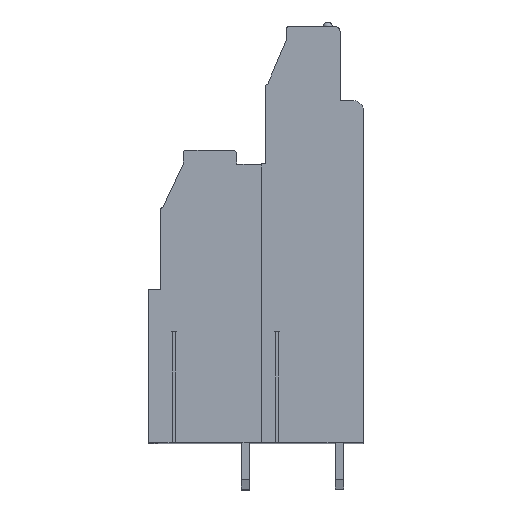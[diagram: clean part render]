
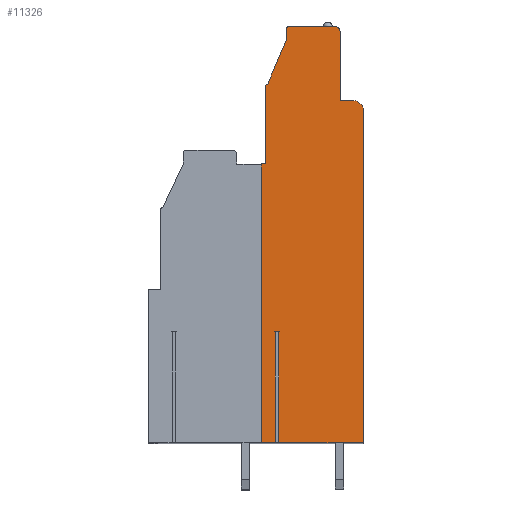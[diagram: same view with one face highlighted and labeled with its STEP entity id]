
A CAD part, top view. The second image highlights one B-rep face of the part: STEP entity #11326.
In plain terms, the highlighted planar face has unit normal (0, 0, 1).
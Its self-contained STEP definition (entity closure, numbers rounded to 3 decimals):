
#13=DIRECTION('',(1.,0.,0.));
#14=VECTOR('',#13,0.38);
#15=CARTESIAN_POINT('',(1.01,-18.05,58.42));
#16=LINE('',#15,#14);
#17=DIRECTION('',(0.,1.,0.));
#18=VECTOR('',#17,11.95);
#19=CARTESIAN_POINT('',(1.01,-30.,58.42));
#20=LINE('',#19,#18);
#21=DIRECTION('',(1.,0.,0.));
#22=VECTOR('',#21,1.51);
#23=CARTESIAN_POINT('',(-0.5,-30.,58.42));
#24=LINE('',#23,#22);
#25=DIRECTION('',(0.,1.,0.));
#26=VECTOR('',#25,30.);
#27=CARTESIAN_POINT('',(-0.5,-30.,58.42));
#28=LINE('',#27,#26);
#29=DIRECTION('',(-1.,0.,0.));
#30=VECTOR('',#29,0.5);
#31=CARTESIAN_POINT('',(0.,0.,58.42));
#32=LINE('',#31,#30);
#33=DIRECTION('',(0.,-1.,0.));
#34=VECTOR('',#33,8.4);
#35=CARTESIAN_POINT('',(0.,8.4,58.42));
#36=LINE('',#35,#34);
#37=CARTESIAN_POINT('',(0.2,8.4,58.42));
#38=DIRECTION('',(0.,0.,1.));
#39=DIRECTION('',(0.,1.,0.));
#40=AXIS2_PLACEMENT_3D('',#37,#38,#39);
#42=DIRECTION('',(-0.392,-0.92,0.));
#43=VECTOR('',#42,5.108);
#44=CARTESIAN_POINT('',(2.2,13.3,58.42));
#45=LINE('',#44,#43);
#46=DIRECTION('',(0.,-1.,0.));
#47=VECTOR('',#46,1.2);
#48=CARTESIAN_POINT('',(2.2,14.5,58.42));
#49=LINE('',#48,#47);
#50=CARTESIAN_POINT('',(2.5,14.5,58.42));
#51=DIRECTION('',(0.,0.,1.));
#52=DIRECTION('',(0.,1.,0.));
#53=AXIS2_PLACEMENT_3D('',#50,#51,#52);
#55=DIRECTION('',(-1.,0.,0.));
#56=VECTOR('',#55,5.);
#57=CARTESIAN_POINT('',(7.5,14.8,58.42));
#58=LINE('',#57,#56);
#59=CARTESIAN_POINT('',(7.5,14.3,58.42));
#60=DIRECTION('',(0.,0.,1.));
#61=DIRECTION('',(1.,0.,0.));
#62=AXIS2_PLACEMENT_3D('',#59,#60,#61);
#64=DIRECTION('',(0.,1.,0.));
#65=VECTOR('',#64,7.5);
#66=CARTESIAN_POINT('',(8.,6.8,58.42));
#67=LINE('',#66,#65);
#68=DIRECTION('',(-1.,0.,0.));
#69=VECTOR('',#68,1.5);
#70=CARTESIAN_POINT('',(9.5,6.8,58.42));
#71=LINE('',#70,#69);
#72=CARTESIAN_POINT('',(9.5,5.8,58.42));
#73=DIRECTION('',(0.,0.,1.));
#74=DIRECTION('',(1.,0.,0.));
#75=AXIS2_PLACEMENT_3D('',#72,#73,#74);
#77=DIRECTION('',(0.,1.,0.));
#78=VECTOR('',#77,35.8);
#79=CARTESIAN_POINT('',(10.5,-30.,58.42));
#80=LINE('',#79,#78);
#81=DIRECTION('',(1.,0.,0.));
#82=VECTOR('',#81,9.11);
#83=CARTESIAN_POINT('',(1.39,-30.,58.42));
#84=LINE('',#83,#82);
#85=DIRECTION('',(0.,1.,0.));
#86=VECTOR('',#85,11.95);
#87=CARTESIAN_POINT('',(1.39,-30.,58.42));
#88=LINE('',#87,#86);
#8695=CARTESIAN_POINT('',(10.5,-30.,58.42));
#8696=CARTESIAN_POINT('',(10.5,5.8,58.42));
#8697=VERTEX_POINT('',#8695);
#8698=VERTEX_POINT('',#8696);
#8699=CARTESIAN_POINT('',(9.5,6.8,58.42));
#8700=VERTEX_POINT('',#8699);
#8701=CARTESIAN_POINT('',(8.,6.8,58.42));
#8702=VERTEX_POINT('',#8701);
#8703=CARTESIAN_POINT('',(8.,14.3,58.42));
#8704=VERTEX_POINT('',#8703);
#8705=CARTESIAN_POINT('',(7.5,14.8,58.42));
#8706=VERTEX_POINT('',#8705);
#8707=CARTESIAN_POINT('',(2.5,14.8,58.42));
#8708=VERTEX_POINT('',#8707);
#8709=CARTESIAN_POINT('',(2.2,14.5,58.42));
#8710=VERTEX_POINT('',#8709);
#8711=CARTESIAN_POINT('',(2.2,13.3,58.42));
#8712=VERTEX_POINT('',#8711);
#8713=CARTESIAN_POINT('',(0.2,8.6,58.42));
#8714=VERTEX_POINT('',#8713);
#8715=CARTESIAN_POINT('',(0.,8.4,58.42));
#8716=VERTEX_POINT('',#8715);
#8717=CARTESIAN_POINT('',(0.,0.,58.42));
#8718=VERTEX_POINT('',#8717);
#8743=CARTESIAN_POINT('',(-0.5,-30.,58.42));
#8744=CARTESIAN_POINT('',(-0.5,0.,58.42));
#8745=VERTEX_POINT('',#8743);
#8746=VERTEX_POINT('',#8744);
#8827=CARTESIAN_POINT('',(1.01,-18.05,58.42));
#8828=CARTESIAN_POINT('',(1.39,-18.05,58.42));
#8829=VERTEX_POINT('',#8827);
#8830=VERTEX_POINT('',#8828);
#8831=CARTESIAN_POINT('',(1.01,-30.,58.42));
#8832=VERTEX_POINT('',#8831);
#8833=CARTESIAN_POINT('',(1.39,-30.,58.42));
#8834=VERTEX_POINT('',#8833);
#11283=CARTESIAN_POINT('',(0.,0.,58.42));
#11284=DIRECTION('',(0.,0.,1.));
#11285=DIRECTION('',(1.,0.,0.));
#11286=AXIS2_PLACEMENT_3D('',#11283,#11284,#11285);
#11287=PLANE('',#11286);
#11289=ORIENTED_EDGE('',*,*,#11288,.F.);
#11291=ORIENTED_EDGE('',*,*,#11290,.F.);
#11293=ORIENTED_EDGE('',*,*,#11292,.F.);
#11295=ORIENTED_EDGE('',*,*,#11294,.T.);
#11297=ORIENTED_EDGE('',*,*,#11296,.F.);
#11299=ORIENTED_EDGE('',*,*,#11298,.F.);
#11301=ORIENTED_EDGE('',*,*,#11300,.F.);
#11303=ORIENTED_EDGE('',*,*,#11302,.F.);
#11305=ORIENTED_EDGE('',*,*,#11304,.F.);
#11307=ORIENTED_EDGE('',*,*,#11306,.F.);
#11309=ORIENTED_EDGE('',*,*,#11308,.F.);
#11311=ORIENTED_EDGE('',*,*,#11310,.F.);
#11313=ORIENTED_EDGE('',*,*,#11312,.F.);
#11315=ORIENTED_EDGE('',*,*,#11314,.F.);
#11317=ORIENTED_EDGE('',*,*,#11316,.F.);
#11319=ORIENTED_EDGE('',*,*,#11318,.F.);
#11321=ORIENTED_EDGE('',*,*,#11320,.F.);
#11323=ORIENTED_EDGE('',*,*,#11322,.T.);
#11324=EDGE_LOOP('',(#11289,#11291,#11293,#11295,#11297,#11299,#11301,#11303,
#11305,#11307,#11309,#11311,#11313,#11315,#11317,#11319,#11321,#11323));
#11325=FACE_OUTER_BOUND('',#11324,.F.);
#41=CIRCLE('',#40,0.2);
#54=CIRCLE('',#53,0.3);
#63=CIRCLE('',#62,0.5);
#76=CIRCLE('',#75,1.);
#11288=EDGE_CURVE('',#8829,#8830,#16,.T.);
#11290=EDGE_CURVE('',#8832,#8829,#20,.T.);
#11292=EDGE_CURVE('',#8745,#8832,#24,.T.);
#11294=EDGE_CURVE('',#8745,#8746,#28,.T.);
#11296=EDGE_CURVE('',#8718,#8746,#32,.T.);
#11298=EDGE_CURVE('',#8716,#8718,#36,.T.);
#11300=EDGE_CURVE('',#8714,#8716,#41,.T.);
#11302=EDGE_CURVE('',#8712,#8714,#45,.T.);
#11304=EDGE_CURVE('',#8710,#8712,#49,.T.);
#11306=EDGE_CURVE('',#8708,#8710,#54,.T.);
#11308=EDGE_CURVE('',#8706,#8708,#58,.T.);
#11310=EDGE_CURVE('',#8704,#8706,#63,.T.);
#11312=EDGE_CURVE('',#8702,#8704,#67,.T.);
#11314=EDGE_CURVE('',#8700,#8702,#71,.T.);
#11316=EDGE_CURVE('',#8698,#8700,#76,.T.);
#11318=EDGE_CURVE('',#8697,#8698,#80,.T.);
#11320=EDGE_CURVE('',#8834,#8697,#84,.T.);
#11322=EDGE_CURVE('',#8834,#8830,#88,.T.);
#11326=ADVANCED_FACE('',(#11325),#11287,.T.);
